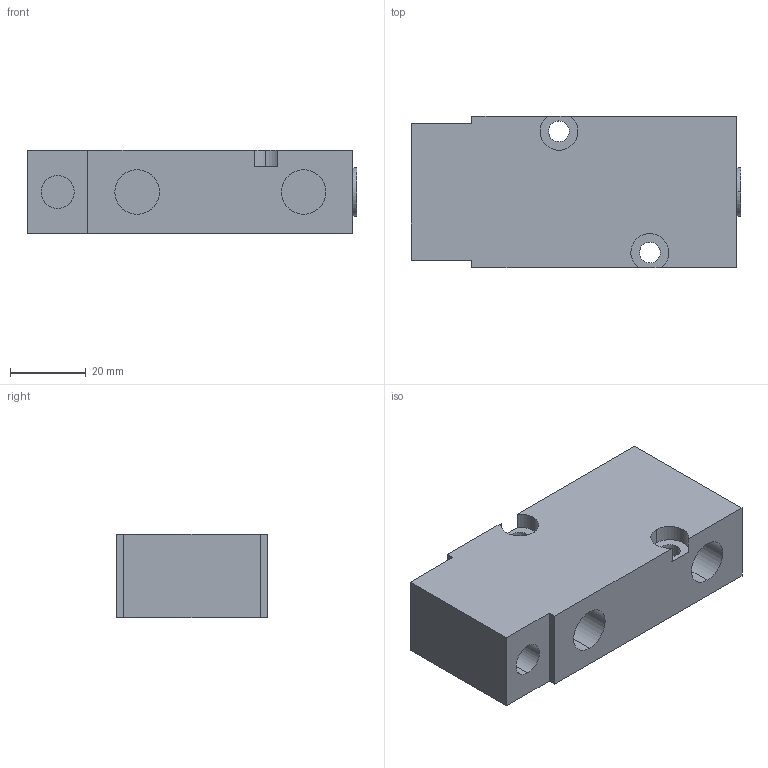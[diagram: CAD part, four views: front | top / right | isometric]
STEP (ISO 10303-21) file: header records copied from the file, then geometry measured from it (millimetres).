
FILE_DESCRIPTION (( 'STEP AP203' ), '1' );
FILE_NAME ('GZ-PN31_701.STEP', '2018-11-22T13:26:04', ( '' ), ( '' ), 'SwSTEP 2.0', 'SolidWorks 2013', '' );
FILE_SCHEMA (( 'CONFIG_CONTROL_DESIGN' ));
Length unit declared in the file: millimetre
Products named in the file (1): GZ-PN31_701
Bounding box: 87 x 40 x 22 mm (x, y, z)
Volume: 68130.3 mm3; surface area: 14673.8 mm2
Topology: 1 solids, 1 shells, 47 faces, 111 edges, 73 vertices
Faces by surface type: cylinder 25, plane 20, cone 2
Entity records: 1448 total; most frequent: DIRECTION 257, CARTESIAN_POINT 230, ORIENTED_EDGE 218, EDGE_CURVE 109, AXIS2_PLACEMENT_3D 100, VERTEX_POINT 73, EDGE_LOOP 60, VECTOR 57
